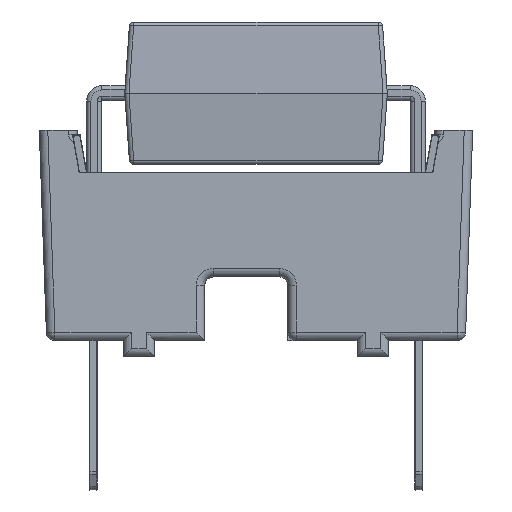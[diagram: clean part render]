
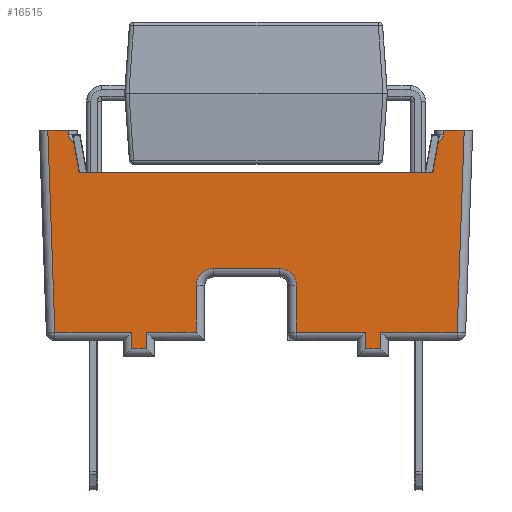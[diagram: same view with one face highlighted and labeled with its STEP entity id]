
A CAD part, front view. The second image highlights one B-rep face of the part: STEP entity #16515.
In plain terms, the highlighted face is planar.
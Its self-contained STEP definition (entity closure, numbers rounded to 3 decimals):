
#767=PLANE('',#17736);
#1495=LINE('',#26957,#3226);
#1501=LINE('',#26995,#3232);
#1505=LINE('',#27014,#3236);
#1509=LINE('',#27049,#3240);
#1522=LINE('',#27144,#3253);
#1523=LINE('',#27148,#3254);
#1525=LINE('',#27169,#3256);
#1529=LINE('',#27201,#3260);
#1533=LINE('',#27215,#3264);
#1538=LINE('',#27241,#3269);
#1541=LINE('',#27247,#3272);
#1545=LINE('',#27256,#3276);
#1549=LINE('',#27267,#3280);
#1554=LINE('',#27274,#3285);
#1559=LINE('',#27290,#3290);
#1571=LINE('',#27334,#3302);
#1573=LINE('',#27340,#3304);
#1575=LINE('',#27345,#3306);
#1579=LINE('',#27351,#3310);
#1587=LINE('',#27370,#3318);
#1588=LINE('',#27372,#3319);
#1589=LINE('',#27373,#3320);
#3226=VECTOR('',#19778,10.);
#3232=VECTOR('',#19798,10.);
#3236=VECTOR('',#19814,10.);
#3240=VECTOR('',#19830,10.);
#3253=VECTOR('',#19893,10.);
#3254=VECTOR('',#19898,10.);
#3256=VECTOR('',#19922,10.);
#3260=VECTOR('',#19954,10.);
#3264=VECTOR('',#19968,10.);
#3269=VECTOR('',#19997,10.);
#3272=VECTOR('',#20004,10.);
#3276=VECTOR('',#20014,10.);
#3280=VECTOR('',#20026,10.);
#3285=VECTOR('',#20035,10.);
#3290=VECTOR('',#20046,10.);
#3302=VECTOR('',#20078,10.);
#3304=VECTOR('',#20084,10.);
#3306=VECTOR('',#20090,10.);
#3310=VECTOR('',#20098,10.);
#3318=VECTOR('',#20118,10.);
#3319=VECTOR('',#20119,10.);
#3320=VECTOR('',#20120,10.);
#4965=FACE_OUTER_BOUND('',#5890,.T.);
#5890=EDGE_LOOP('',(#12751,#12752,#12753,#12754,#12755,#12756,#12757,#12758,
#12759,#12760,#12761,#12762,#12763,#12764,#12765,#12766,#12767,#12768,#12769,
#12770,#12771,#12772,#12773,#12774,#12775,#12776));
#6680=CIRCLE('',#17615,0.2);
#6686=CIRCLE('',#17627,0.2);
#6705=CIRCLE('',#17667,0.4);
#6711=CIRCLE('',#17676,0.4);
#7519=VERTEX_POINT('',#26954);
#7520=VERTEX_POINT('',#26956);
#7523=VERTEX_POINT('',#26972);
#7527=VERTEX_POINT('',#26994);
#7535=VERTEX_POINT('',#27011);
#7536=VERTEX_POINT('',#27013);
#7537=VERTEX_POINT('',#27025);
#7543=VERTEX_POINT('',#27047);
#7560=VERTEX_POINT('',#27134);
#7564=VERTEX_POINT('',#27143);
#7565=VERTEX_POINT('',#27147);
#7567=VERTEX_POINT('',#27153);
#7572=VERTEX_POINT('',#27163);
#7573=VERTEX_POINT('',#27165);
#7578=VERTEX_POINT('',#27181);
#7579=VERTEX_POINT('',#27182);
#7586=VERTEX_POINT('',#27199);
#7587=VERTEX_POINT('',#27200);
#7592=VERTEX_POINT('',#27214);
#7599=VERTEX_POINT('',#27233);
#7602=VERTEX_POINT('',#27246);
#7604=VERTEX_POINT('',#27255);
#7621=VERTEX_POINT('',#27333);
#7623=VERTEX_POINT('',#27339);
#7629=VERTEX_POINT('',#27369);
#7630=VERTEX_POINT('',#27371);
#9349=EDGE_CURVE('',#7519,#7520,#1495,.T.);
#9354=EDGE_CURVE('',#7523,#7519,#6680,.T.);
#9360=EDGE_CURVE('',#7520,#7527,#1501,.T.);
#9369=EDGE_CURVE('',#7535,#7536,#1505,.T.);
#9372=EDGE_CURVE('',#7536,#7537,#6686,.T.);
#9379=EDGE_CURVE('',#7543,#7535,#1509,.T.);
#9409=EDGE_CURVE('',#7560,#7564,#1522,.T.);
#9411=EDGE_CURVE('',#7564,#7565,#1523,.T.);
#9419=EDGE_CURVE('',#7572,#7573,#6705,.T.);
#9421=EDGE_CURVE('',#7567,#7572,#1525,.T.);
#9427=EDGE_CURVE('',#7578,#7579,#6711,.T.);
#9435=EDGE_CURVE('',#7586,#7587,#1529,.T.);
#9442=EDGE_CURVE('',#7587,#7592,#1533,.T.);
#9455=EDGE_CURVE('',#7599,#7543,#1538,.T.);
#9458=EDGE_CURVE('',#7602,#7599,#1541,.T.);
#9463=EDGE_CURVE('',#7604,#7602,#1545,.T.);
#9469=EDGE_CURVE('',#7592,#7604,#1549,.T.);
#9474=EDGE_CURVE('',#7579,#7586,#1554,.T.);
#9480=EDGE_CURVE('',#7573,#7578,#1559,.T.);
#9498=EDGE_CURVE('',#7621,#7567,#1571,.T.);
#9501=EDGE_CURVE('',#7623,#7621,#1573,.T.);
#9504=EDGE_CURVE('',#7565,#7623,#1575,.T.);
#9508=EDGE_CURVE('',#7527,#7560,#1579,.T.);
#9518=EDGE_CURVE('',#7629,#7523,#1587,.T.);
#9519=EDGE_CURVE('',#7629,#7630,#1588,.T.);
#9520=EDGE_CURVE('',#7537,#7630,#1589,.T.);
#12751=ORIENTED_EDGE('',*,*,#9354,.F.);
#12752=ORIENTED_EDGE('',*,*,#9518,.F.);
#12753=ORIENTED_EDGE('',*,*,#9519,.T.);
#12754=ORIENTED_EDGE('',*,*,#9520,.F.);
#12755=ORIENTED_EDGE('',*,*,#9372,.F.);
#12756=ORIENTED_EDGE('',*,*,#9369,.F.);
#12757=ORIENTED_EDGE('',*,*,#9379,.F.);
#12758=ORIENTED_EDGE('',*,*,#9455,.F.);
#12759=ORIENTED_EDGE('',*,*,#9458,.F.);
#12760=ORIENTED_EDGE('',*,*,#9463,.F.);
#12761=ORIENTED_EDGE('',*,*,#9469,.F.);
#12762=ORIENTED_EDGE('',*,*,#9442,.F.);
#12763=ORIENTED_EDGE('',*,*,#9435,.F.);
#12764=ORIENTED_EDGE('',*,*,#9474,.F.);
#12765=ORIENTED_EDGE('',*,*,#9427,.F.);
#12766=ORIENTED_EDGE('',*,*,#9480,.F.);
#12767=ORIENTED_EDGE('',*,*,#9419,.F.);
#12768=ORIENTED_EDGE('',*,*,#9421,.F.);
#12769=ORIENTED_EDGE('',*,*,#9498,.F.);
#12770=ORIENTED_EDGE('',*,*,#9501,.F.);
#12771=ORIENTED_EDGE('',*,*,#9504,.F.);
#12772=ORIENTED_EDGE('',*,*,#9411,.F.);
#12773=ORIENTED_EDGE('',*,*,#9409,.F.);
#12774=ORIENTED_EDGE('',*,*,#9508,.F.);
#12775=ORIENTED_EDGE('',*,*,#9360,.F.);
#12776=ORIENTED_EDGE('',*,*,#9349,.F.);
#16515=ADVANCED_FACE('',(#4965),#767,.T.);
#17615=AXIS2_PLACEMENT_3D('',#26982,#19784,#19785);
#17627=AXIS2_PLACEMENT_3D('',#27035,#19817,#19818);
#17667=AXIS2_PLACEMENT_3D('',#27166,#19916,#19917);
#17676=AXIS2_PLACEMENT_3D('',#27183,#19936,#19937);
#17736=AXIS2_PLACEMENT_3D('',#27368,#20116,#20117);
#19778=DIRECTION('',(0.,0.,1.));
#19784=DIRECTION('center_axis',(1.,0.,0.));
#19785=DIRECTION('ref_axis',(0.,-1.,0.));
#19798=DIRECTION('',(0.,1.,0.));
#19814=DIRECTION('',(0.,0.,-1.));
#19817=DIRECTION('center_axis',(1.,0.,0.));
#19818=DIRECTION('ref_axis',(0.,1.,0.));
#19830=DIRECTION('',(0.,1.,0.));
#19893=DIRECTION('',(0.,-1.,0.));
#19898=DIRECTION('',(0.,0.,-1.));
#19916=DIRECTION('center_axis',(1.,0.,0.));
#19917=DIRECTION('ref_axis',(0.,0.707,0.707));
#19922=DIRECTION('',(0.,0.,1.));
#19936=DIRECTION('center_axis',(1.,0.,0.));
#19937=DIRECTION('ref_axis',(0.,-0.707,0.707));
#19954=DIRECTION('',(0.,-1.,0.));
#19968=DIRECTION('',(0.,0.,-1.));
#19997=DIRECTION('',(0.,-0.035,0.999));
#20004=DIRECTION('',(0.,-1.,0.));
#20014=DIRECTION('',(0.,0.,1.));
#20026=DIRECTION('',(0.,-1.,0.));
#20035=DIRECTION('',(0.,0.,-1.));
#20046=DIRECTION('',(0.,-1.,0.));
#20078=DIRECTION('',(0.,-1.,0.));
#20084=DIRECTION('',(0.,0.,1.));
#20090=DIRECTION('',(0.,-1.,0.));
#20098=DIRECTION('',(0.,-0.035,-0.999));
#20116=DIRECTION('center_axis',(1.,0.,0.));
#20117=DIRECTION('ref_axis',(0.,1.,0.));
#20118=DIRECTION('',(0.,0.174,0.985));
#20119=DIRECTION('',(0.,-1.,0.));
#20120=DIRECTION('',(0.,0.174,-0.985));
#26954=CARTESIAN_POINT('',(24.86,11.508,4.85));
#26956=CARTESIAN_POINT('',(24.86,11.508,4.95));
#26957=CARTESIAN_POINT('',(24.86,11.508,2.475));
#26972=CARTESIAN_POINT('',(24.86,11.388,4.667));
#26982=CARTESIAN_POINT('Origin',(24.86,11.308,4.85));
#26994=CARTESIAN_POINT('',(24.86,12.,4.95));
#26995=CARTESIAN_POINT('',(24.86,12.2,4.95));
#27011=CARTESIAN_POINT('',(24.86,2.692,4.95));
#27013=CARTESIAN_POINT('',(24.86,2.692,4.85));
#27014=CARTESIAN_POINT('',(24.86,2.692,2.475));
#27025=CARTESIAN_POINT('',(24.86,2.812,4.667));
#27035=CARTESIAN_POINT('Origin',(24.86,2.892,4.85));
#27047=CARTESIAN_POINT('',(24.86,2.2,4.95));
#27049=CARTESIAN_POINT('',(24.86,2.762,4.95));
#27134=CARTESIAN_POINT('',(24.86,11.834,0.2));
#27143=CARTESIAN_POINT('',(24.86,10.027,0.2));
#27144=CARTESIAN_POINT('',(24.86,4.55,0.2));
#27147=CARTESIAN_POINT('',(24.86,10.027,-0.18));
#27148=CARTESIAN_POINT('',(24.86,10.027,0.));
#27153=CARTESIAN_POINT('',(24.86,8.05,0.2));
#27163=CARTESIAN_POINT('',(24.86,8.05,1.3));
#27165=CARTESIAN_POINT('',(24.86,7.65,1.7));
#27166=CARTESIAN_POINT('Origin',(24.86,7.65,1.3));
#27169=CARTESIAN_POINT('',(24.86,8.05,0.75));
#27181=CARTESIAN_POINT('',(24.86,6.09,1.7));
#27182=CARTESIAN_POINT('',(24.86,5.69,1.3));
#27183=CARTESIAN_POINT('Origin',(24.86,6.09,1.3));
#27199=CARTESIAN_POINT('',(24.86,5.69,0.2));
#27200=CARTESIAN_POINT('',(24.86,4.523,0.2));
#27201=CARTESIAN_POINT('',(24.86,4.55,0.2));
#27214=CARTESIAN_POINT('',(24.86,4.523,-0.18));
#27215=CARTESIAN_POINT('',(24.86,4.523,0.));
#27233=CARTESIAN_POINT('',(24.86,2.366,0.2));
#27241=CARTESIAN_POINT('',(24.86,2.329,1.247));
#27246=CARTESIAN_POINT('',(24.86,4.173,0.2));
#27247=CARTESIAN_POINT('',(24.86,4.55,0.2));
#27255=CARTESIAN_POINT('',(24.86,4.173,-0.18));
#27256=CARTESIAN_POINT('',(24.86,4.173,0.));
#27267=CARTESIAN_POINT('',(24.86,3.174,-0.18));
#27274=CARTESIAN_POINT('',(24.86,5.69,2.475));
#27290=CARTESIAN_POINT('',(24.86,4.55,1.7));
#27333=CARTESIAN_POINT('',(24.86,9.677,0.2));
#27334=CARTESIAN_POINT('',(24.86,4.55,0.2));
#27339=CARTESIAN_POINT('',(24.86,9.677,-0.18));
#27340=CARTESIAN_POINT('',(24.86,9.677,0.));
#27345=CARTESIAN_POINT('',(24.86,5.926,-0.18));
#27351=CARTESIAN_POINT('',(24.86,11.864,1.07));
#27368=CARTESIAN_POINT('Origin',(24.86,2.,0.));
#27369=CARTESIAN_POINT('',(24.86,11.262,3.95));
#27370=CARTESIAN_POINT('',(24.86,10.828,1.493));
#27371=CARTESIAN_POINT('',(24.86,2.939,3.95));
#27372=CARTESIAN_POINT('',(24.86,4.55,3.95));
#27373=CARTESIAN_POINT('',(24.86,3.218,2.365));
